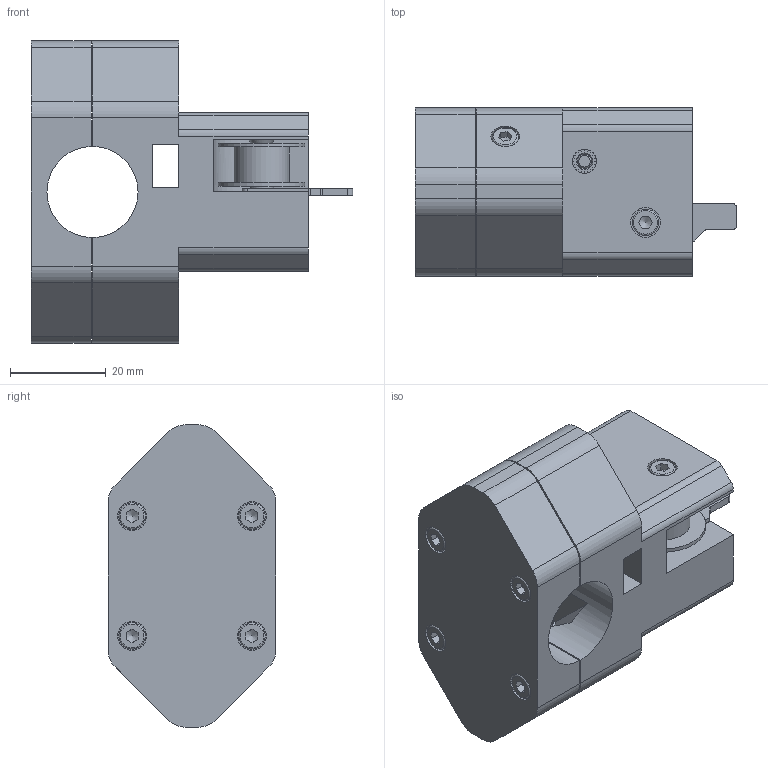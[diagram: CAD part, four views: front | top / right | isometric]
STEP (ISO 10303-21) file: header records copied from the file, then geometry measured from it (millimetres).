
FILE_DESCRIPTION(/* description */ (''),/* implementation_level */ '2;1');
FILE_NAME(/* name */ 'Y Carriage Assemby 1.0.stp',/* time_stamp */ '2017-07-03T02:13:37-07:00',/* author */ ('josev'),/* organization */ (''),/* preprocessor_version */ 'ST-DEVELOPER v16.5',/* originating_system */ 'Autodesk Inventor 2017',/* authorisation */ '');
FILE_SCHEMA (('AUTOMOTIVE_DESIGN { 1 0 10303 214 3 1 1 }'));
Length unit declared in the file: millimetre
Products named in the file (10): Y Carriage Assemby 1.0; Y Carriage 1.0; M3 Threaded Insert; X End Stop Flag 1.0; ANSI B18.3.1M - M3x0.5 x 30; GT2_20t_smooth_wheel_pulley; GT2_20t_wheel_pulley; AS 1474 - M3; Y Carriage Clamp 1.0; ANSI B18.3.1M - M3x0.5 x 16
Assembly tree (21 placements, depth 2):
  Y Carriage Assemby 1.0
    Y Carriage 1.0
    M3 Threaded Insert  x6
    X End Stop Flag 1.0
    ANSI B18.3.1M - M3x0.5 x 30  x2
    GT2_20t_smooth_wheel_pulley
    GT2_20t_wheel_pulley
    ANSI B18.3.1M - M3x0.5 x 16  x6
    AS 1474 - M3  x2
    Y Carriage Clamp 1.0
Bounding box: 66.98 x 35 x 63 mm (x, y, z)
Volume: 62319 mm3; surface area: 29576.5 mm2
Topology: 21 solids, 21 shells, 1205 faces, 3289 edges, 2181 vertices
Faces by surface type: plane 710, cylinder 440, cone 39, torus 16
Full cylindrical faces by diameter (mm): 2.459 x2, 2.5 x6, 3 x13, 3.2 x4, 3.5 x8, 4 x6, 4.5 x2, 4.7 x4, 5 x9, 5.5 x8, 6 x6, 6.2 x2, 11 x2, 11.47 x1, 18 x4
Entity records: 14338 total; most frequent: DIRECTION 2564, CARTESIAN_POINT 2435, ORIENTED_EDGE 2250, EDGE_CURVE 1125, AXIS2_PLACEMENT_3D 956, VERTEX_POINT 791, LINE 652, VECTOR 652
